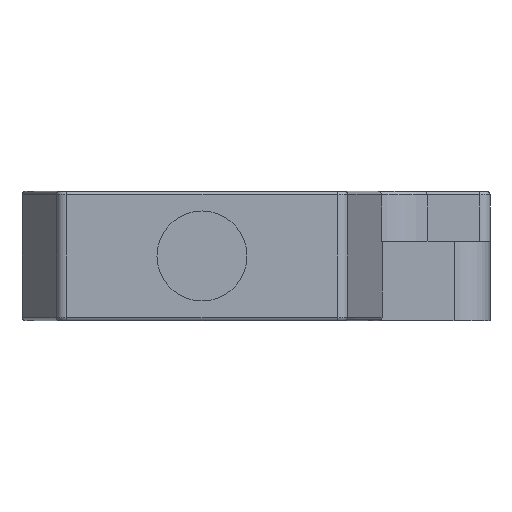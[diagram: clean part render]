
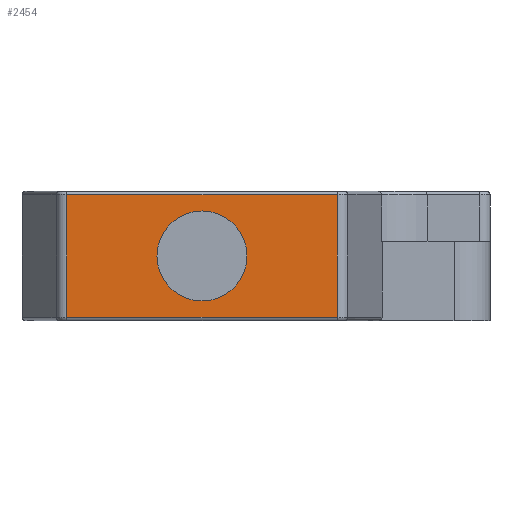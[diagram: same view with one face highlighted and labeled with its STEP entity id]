
A CAD part, front view. The second image highlights one B-rep face of the part: STEP entity #2454.
In plain terms, the highlighted planar face has unit normal (0, -1, 0).
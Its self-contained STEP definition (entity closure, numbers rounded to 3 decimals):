
#828=CARTESIAN_POINT('',(0.,-11.75,0.));
#829=DIRECTION('',(0.,-1.,0.));
#830=DIRECTION('',(1.,0.,0.));
#831=AXIS2_PLACEMENT_3D('',#828,#829,#830);
#833=CARTESIAN_POINT('',(0.,-11.75,0.));
#834=DIRECTION('',(0.,-1.,0.));
#835=DIRECTION('',(-1.,0.,0.));
#836=AXIS2_PLACEMENT_3D('',#833,#834,#835);
#838=DIRECTION('',(1.,0.,0.));
#839=VECTOR('',#838,7.519);
#840=CARTESIAN_POINT('',(-3.759,-11.75,1.7));
#841=LINE('',#840,#839);
#842=DIRECTION('',(0.,0.,-1.));
#843=VECTOR('',#842,3.4);
#844=CARTESIAN_POINT('',(3.759,-11.75,1.7));
#845=LINE('',#844,#843);
#846=DIRECTION('',(-1.,0.,0.));
#847=VECTOR('',#846,7.519);
#848=CARTESIAN_POINT('',(3.759,-11.75,-1.7));
#849=LINE('',#848,#847);
#850=DIRECTION('',(0.,0.,-1.));
#851=VECTOR('',#850,3.4);
#852=CARTESIAN_POINT('',(-3.759,-11.75,1.7));
#853=LINE('',#852,#851);
#1086=CARTESIAN_POINT('',(1.25,-11.75,0.));
#1087=CARTESIAN_POINT('',(-1.25,-11.75,0.));
#1088=VERTEX_POINT('',#1086);
#1089=VERTEX_POINT('',#1087);
#1188=CARTESIAN_POINT('',(3.759,-11.75,1.7));
#1189=VERTEX_POINT('',#1188);
#1192=CARTESIAN_POINT('',(-3.759,-11.75,1.7));
#1193=VERTEX_POINT('',#1192);
#1244=CARTESIAN_POINT('',(-3.759,-11.75,-1.7));
#1245=VERTEX_POINT('',#1244);
#1248=CARTESIAN_POINT('',(3.759,-11.75,-1.7));
#1249=VERTEX_POINT('',#1248);
#2436=CARTESIAN_POINT('',(-4.,-11.75,-1.8));
#2437=DIRECTION('',(0.,-1.,0.));
#2438=DIRECTION('',(1.,0.,0.));
#2439=AXIS2_PLACEMENT_3D('',#2436,#2437,#2438);
#2440=PLANE('',#2439);
#2441=ORIENTED_EDGE('',*,*,#2430,.T.);
#2442=ORIENTED_EDGE('',*,*,#2184,.T.);
#2443=ORIENTED_EDGE('',*,*,#2211,.T.);
#2445=ORIENTED_EDGE('',*,*,#2444,.F.);
#2446=EDGE_LOOP('',(#2441,#2442,#2443,#2445));
#2447=FACE_OUTER_BOUND('',#2446,.F.);
#2449=ORIENTED_EDGE('',*,*,#2448,.T.);
#2451=ORIENTED_EDGE('',*,*,#2450,.T.);
#2452=EDGE_LOOP('',(#2449,#2451));
#2453=FACE_BOUND('',#2452,.F.);
#2454=ADVANCED_FACE('',(#2447,#2453),#2440,.T.);
#832=CIRCLE('',#831,1.25);
#837=CIRCLE('',#836,1.25);
#2184=EDGE_CURVE('',#1189,#1249,#845,.T.);
#2211=EDGE_CURVE('',#1249,#1245,#849,.T.);
#2430=EDGE_CURVE('',#1193,#1189,#841,.T.);
#2444=EDGE_CURVE('',#1193,#1245,#853,.T.);
#2448=EDGE_CURVE('',#1088,#1089,#832,.T.);
#2450=EDGE_CURVE('',#1089,#1088,#837,.T.);
